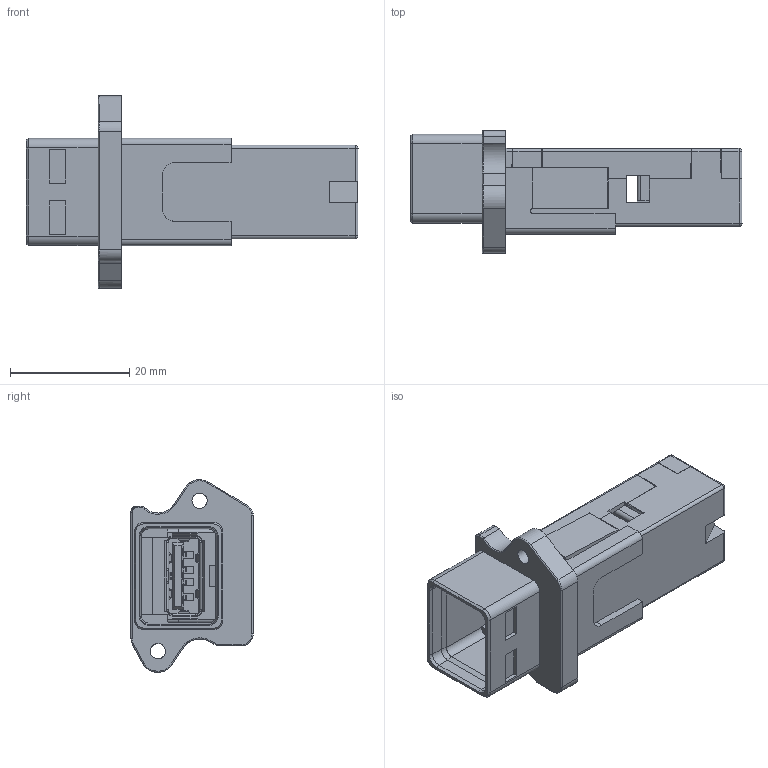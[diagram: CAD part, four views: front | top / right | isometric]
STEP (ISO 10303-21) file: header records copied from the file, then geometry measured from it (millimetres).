
FILE_DESCRIPTION(/* description */ (''),/* implementation_level */ '2;1');
FILE_NAME(/* name */ '100526033ugm000_b.stp',/* time_stamp */ '2019-08-09T12:46:44+02:00',/* author */ (''),/* organization */ (''),/* preprocessor_version */ 'ST-DEVELOPER v16.7',/* originating_system */ 'SIEMENS PLM Software NX 12.0',/* authorisation */ '');
FILE_SCHEMA (('AUTOMOTIVE_DESIGN { 1 0 10303 214 3 1 1 1 }'));
Products named in the file (1): 100526033ugm000_b
Bounding box: 55.65 x 20.5 x 32.3 mm (x, y, z)
Volume: 8977.2 mm3; surface area: 11435.2 mm2
Topology: 1 solids, 1 shells, 1445 faces, 4460 edges, 2924 vertices
Faces by surface type: plane 1056, cylinder 234, revolution 76, bspline 59, cone 12, sphere 8
Full cylindrical faces by diameter (mm): 2.55 x2
Entity records: 56159 total; most frequent: CARTESIAN_POINT 12641, ORIENTED_EDGE 8900, DIRECTION 6968, EDGE_CURVE 4450, LINE 3038, VECTOR 3038, VERTEX_POINT 2923, AXIS2_PLACEMENT_3D 1927
